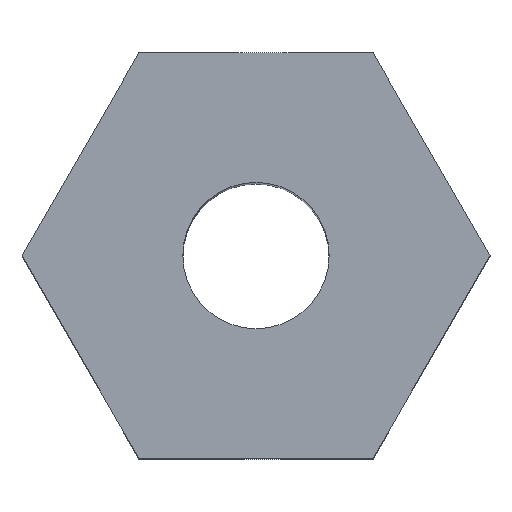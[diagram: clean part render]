
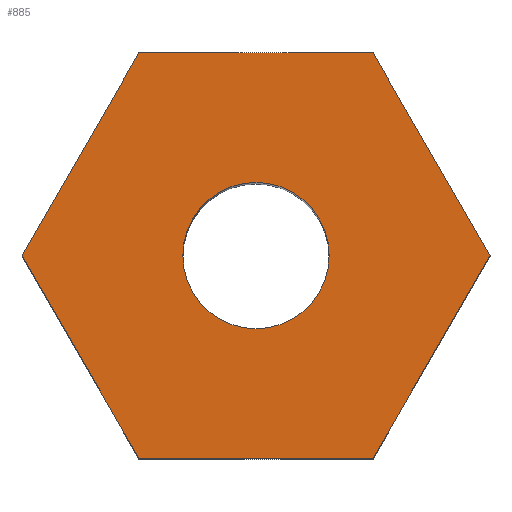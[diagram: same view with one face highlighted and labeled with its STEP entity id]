
A CAD part, top view. The second image highlights one B-rep face of the part: STEP entity #885.
In plain terms, the highlighted planar face has unit normal (0, 0, 1).
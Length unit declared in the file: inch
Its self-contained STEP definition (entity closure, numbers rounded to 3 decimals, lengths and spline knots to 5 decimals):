
#545=CARTESIAN_POINT('',(0.20313,0.,0.0));
#546=VERTEX_POINT('',#545);
#553=CARTESIAN_POINT('',(-0.20313,0.,0.0));
#554=VERTEX_POINT('',#553);
#555=CARTESIAN_POINT('',(0.0,0.,0.0));
#556=DIRECTION('',(0.0,0.0,-1.0));
#557=DIRECTION('',(1.0,0.0,0.0));
#558=AXIS2_PLACEMENT_3D('',#555,#556,#557);
#559=CIRCLE('',#558,0.20313);
#560=EDGE_CURVE('',#554,#546,#559,.T.);
#724=CARTESIAN_POINT('',(-0.32476,-0.5625,0.0));
#725=VERTEX_POINT('',#724);
#732=CARTESIAN_POINT('',(-0.64952,0.,0.0));
#733=VERTEX_POINT('',#732);
#734=CARTESIAN_POINT('',(-0.64952,0.,0.0));
#735=DIRECTION('',(0.5,-0.866,0.0));
#736=VECTOR('',#735,0.64952);
#737=LINE('',#734,#736);
#738=EDGE_CURVE('',#733,#725,#737,.T.);
#755=CARTESIAN_POINT('',(0.32476,-0.5625,0.0));
#756=VERTEX_POINT('',#755);
#763=CARTESIAN_POINT('',(-0.32476,-0.5625,0.0));
#764=DIRECTION('',(1.0,0.0,0.0));
#765=VECTOR('',#764,0.64952);
#766=LINE('',#763,#765);
#767=EDGE_CURVE('',#725,#756,#766,.T.);
#779=CARTESIAN_POINT('',(0.64952,0.,0.0));
#780=VERTEX_POINT('',#779);
#787=CARTESIAN_POINT('',(0.32476,-0.5625,0.0));
#788=DIRECTION('',(0.5,0.866,0.0));
#789=VECTOR('',#788,0.64952);
#790=LINE('',#787,#789);
#791=EDGE_CURVE('',#756,#780,#790,.T.);
#803=CARTESIAN_POINT('',(0.32476,0.5625,0.0));
#804=VERTEX_POINT('',#803);
#811=CARTESIAN_POINT('',(0.64952,0.,0.0));
#812=DIRECTION('',(-0.5,0.866,0.0));
#813=VECTOR('',#812,0.64952);
#814=LINE('',#811,#813);
#815=EDGE_CURVE('',#780,#804,#814,.T.);
#827=CARTESIAN_POINT('',(-0.32476,0.5625,0.0));
#828=VERTEX_POINT('',#827);
#835=CARTESIAN_POINT('',(0.32476,0.5625,0.0));
#836=DIRECTION('',(-1.0,0.0,0.0));
#837=VECTOR('',#836,0.64952);
#838=LINE('',#835,#837);
#839=EDGE_CURVE('',#804,#828,#838,.T.);
#852=CARTESIAN_POINT('',(-0.32476,0.5625,0.0));
#853=DIRECTION('',(-0.5,-0.866,0.0));
#854=VECTOR('',#853,0.64952);
#855=LINE('',#852,#854);
#856=EDGE_CURVE('',#828,#733,#855,.T.);
#862=CARTESIAN_POINT('',(0.,0.,0.0));
#863=DIRECTION('',(0.0,0.0,-1.0));
#864=DIRECTION('',(-1.0,0.0,0.0));
#865=AXIS2_PLACEMENT_3D('',#862,#863,#864);
#866=PLANE('',#865);
#867=ORIENTED_EDGE('',*,*,#856,.T.);
#868=ORIENTED_EDGE('',*,*,#738,.T.);
#869=ORIENTED_EDGE('',*,*,#767,.T.);
#870=ORIENTED_EDGE('',*,*,#791,.T.);
#871=ORIENTED_EDGE('',*,*,#815,.T.);
#872=ORIENTED_EDGE('',*,*,#839,.T.);
#873=EDGE_LOOP('',(#867,#868,#869,#870,#871,#872));
#874=FACE_OUTER_BOUND('',#873,.T.);
#875=CARTESIAN_POINT('',(0.0,0.,0.0));
#876=DIRECTION('',(0.0,0.0,-1.0));
#877=DIRECTION('',(1.0,0.0,0.0));
#878=AXIS2_PLACEMENT_3D('',#875,#876,#877);
#879=CIRCLE('',#878,0.20313);
#880=EDGE_CURVE('',#546,#554,#879,.T.);
#881=ORIENTED_EDGE('',*,*,#880,.T.);
#882=ORIENTED_EDGE('',*,*,#560,.T.);
#883=EDGE_LOOP('',(#881,#882));
#884=FACE_BOUND('',#883,.T.);
#885=ADVANCED_FACE('',(#874,#884),#866,.F.);
